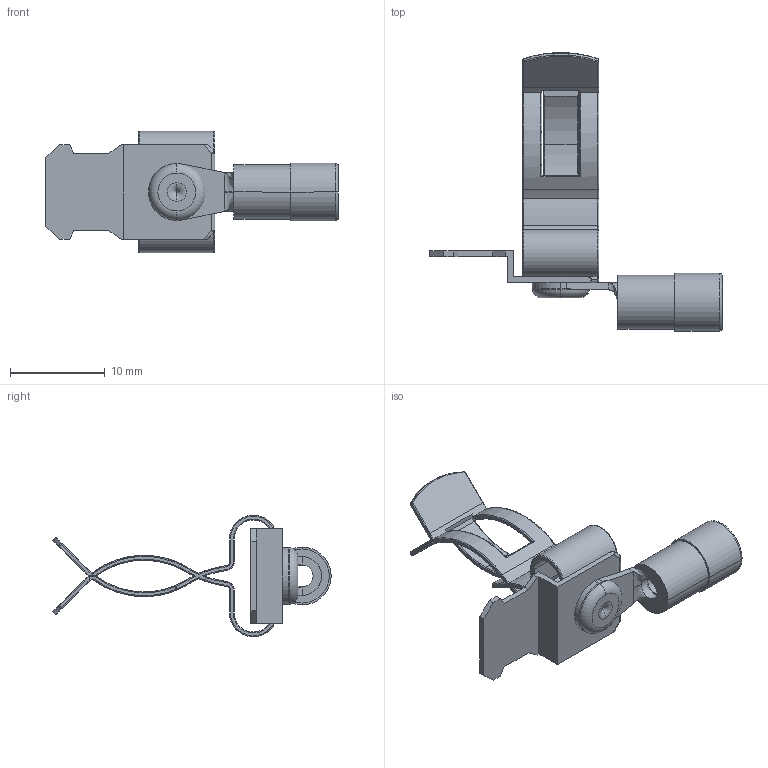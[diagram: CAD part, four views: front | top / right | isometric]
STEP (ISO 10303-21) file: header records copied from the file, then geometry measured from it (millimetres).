
FILE_DESCRIPTION (( 'STEP AP214' ), '1' );
FILE_NAME ('1016-127.STEP', '2024-09-12T13:23:22', ( '' ), ( '' ), 'SwSTEP 2.0', 'SolidWorks 2022', '' );
FILE_SCHEMA (( 'AUTOMOTIVE_DESIGN' ));
Length unit declared in the file: millimetre
Products named in the file (5): 1016-127; 1022-052 .; 8010-017; 1011-001; 3x1,5_2mm Blechstärke
Assembly tree (4 placements, depth 2):
  1016-127
    8010-017
    1022-052 .
    3x1,5_2mm Blechstärke
    1011-001
Bounding box: 30.81 x 29.31 x 12.8 mm (x, y, z)
Volume: 625.9 mm3; surface area: 2151.6 mm2
Topology: 5 solids, 5 shells, 478 faces, 1208 edges, 744 vertices
Faces by surface type: plane 184, bspline 169, cylinder 116, torus 4, cone 3, sphere 2
Entity records: 24795 total; most frequent: CARTESIAN_POINT 9072, ORIENTED_EDGE 2374, DIRECTION 1824, EDGE_CURVE 1187, VERTEX_POINT 744, LINE 612, VECTOR 612, AXIS2_PLACEMENT_3D 606
